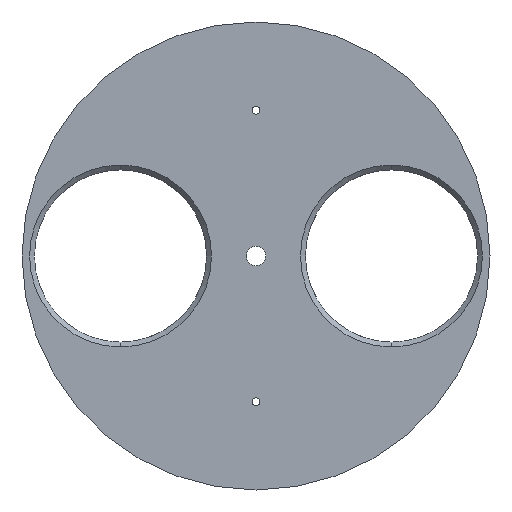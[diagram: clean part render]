
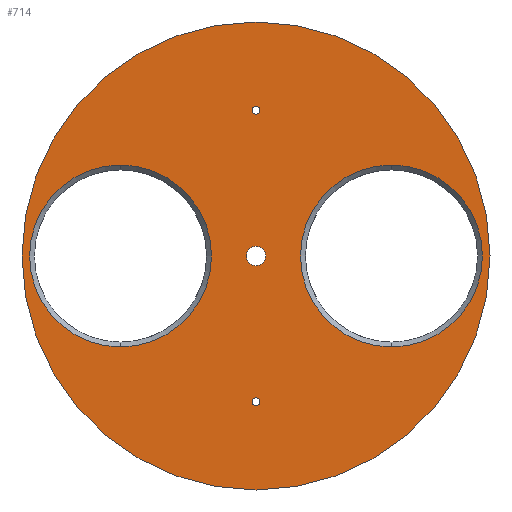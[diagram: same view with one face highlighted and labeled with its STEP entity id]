
A CAD part, front view. The second image highlights one B-rep face of the part: STEP entity #714.
In plain terms, the highlighted planar face has unit normal (0, -1, 0).
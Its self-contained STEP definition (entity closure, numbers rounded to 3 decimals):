
#11 = VERTEX_POINT ( 'NONE', #851 ) ;
#18 = ORIENTED_EDGE ( 'NONE', *, *, #250, .T. ) ;
#35 = DIRECTION ( 'NONE',  ( 0., 0., -1. ) ) ;
#37 = VERTEX_POINT ( 'NONE', #218 ) ;
#43 = DIRECTION ( 'NONE',  ( 0., 0., 1. ) ) ;
#69 = VERTEX_POINT ( 'NONE', #208 ) ;
#70 = EDGE_CURVE ( 'NONE', #855, #11, #209, .T. ) ;
#84 = DIRECTION ( 'NONE',  ( 0., 1., 0. ) ) ;
#98 = AXIS2_PLACEMENT_3D ( 'NONE', #1174, #954, #1263 ) ;
#117 = DIRECTION ( 'NONE',  ( 0., 0., 1. ) ) ;
#122 = EDGE_LOOP ( 'NONE', ( #513, #566 ) ) ;
#127 = EDGE_LOOP ( 'NONE', ( #602, #338 ) ) ;
#146 = CIRCLE ( 'NONE', #838, 2.05 ) ;
#150 = CARTESIAN_POINT ( 'NONE',  ( 0., 0., 0. ) ) ;
#154 = DIRECTION ( 'NONE',  ( 0., 1., 0. ) ) ;
#156 = DIRECTION ( 'NONE',  ( 0., 0., 1. ) ) ;
#172 = FACE_BOUND ( 'NONE', #127, .T. ) ;
#176 = ORIENTED_EDGE ( 'NONE', *, *, #653, .T. ) ;
#182 = EDGE_CURVE ( 'NONE', #37, #69, #616, .T. ) ;
#189 = CIRCLE ( 'NONE', #969, 120.65 ) ;
#208 = CARTESIAN_POINT ( 'NONE',  ( 0., 0., 120.65 ) ) ;
#209 = CIRCLE ( 'NONE', #1107, 46.9 ) ;
#217 = EDGE_CURVE ( 'NONE', #69, #37, #189, .T. ) ;
#218 = CARTESIAN_POINT ( 'NONE',  ( 0., 0., -120.65 ) ) ;
#228 = DIRECTION ( 'NONE',  ( 0., 1., 0. ) ) ;
#250 = EDGE_CURVE ( 'NONE', #1205, #796, #255, .T. ) ;
#253 = VERTEX_POINT ( 'NONE', #678 ) ;
#254 = CARTESIAN_POINT ( 'NONE',  ( 0., 0., 5. ) ) ;
#255 = CIRCLE ( 'NONE', #1175, 2.05 ) ;
#291 = VERTEX_POINT ( 'NONE', #1364 ) ;
#296 = VERTEX_POINT ( 'NONE', #645 ) ;
#297 = CARTESIAN_POINT ( 'NONE',  ( -69.85, 0., 46.9 ) ) ;
#301 = EDGE_CURVE ( 'NONE', #291, #1173, #573, .T. ) ;
#312 = DIRECTION ( 'NONE',  ( 0., 0., 1. ) ) ;
#313 = CARTESIAN_POINT ( 'NONE',  ( -69.85, 0., 0. ) ) ;
#318 = AXIS2_PLACEMENT_3D ( 'NONE', #422, #402, #727 ) ;
#334 = DIRECTION ( 'NONE',  ( 0., 1., 0. ) ) ;
#338 = ORIENTED_EDGE ( 'NONE', *, *, #694, .T. ) ;
#367 = AXIS2_PLACEMENT_3D ( 'NONE', #150, #584, #43 ) ;
#402 = DIRECTION ( 'NONE',  ( 0., 1., 0. ) ) ;
#420 = ORIENTED_EDGE ( 'NONE', *, *, #782, .T. ) ;
#422 = CARTESIAN_POINT ( 'NONE',  ( 0., 0., -75.21 ) ) ;
#439 = DIRECTION ( 'NONE',  ( 0., 0., 1. ) ) ;
#458 = ORIENTED_EDGE ( 'NONE', *, *, #1052, .T. ) ;
#479 = CIRCLE ( 'NONE', #1038, 46.9 ) ;
#491 = EDGE_CURVE ( 'NONE', #1173, #291, #1061, .T. ) ;
#494 = FACE_BOUND ( 'NONE', #647, .T. ) ;
#495 = CARTESIAN_POINT ( 'NONE',  ( 0., 0., -77.26 ) ) ;
#513 = ORIENTED_EDGE ( 'NONE', *, *, #182, .F. ) ;
#536 = EDGE_LOOP ( 'NONE', ( #18, #458 ) ) ;
#566 = ORIENTED_EDGE ( 'NONE', *, *, #217, .F. ) ;
#573 = CIRCLE ( 'NONE', #318, 2.05 ) ;
#578 = AXIS2_PLACEMENT_3D ( 'NONE', #1268, #84, #312 ) ;
#584 = DIRECTION ( 'NONE',  ( 0., 1., 0. ) ) ;
#596 = AXIS2_PLACEMENT_3D ( 'NONE', #1193, #1313, #439 ) ;
#601 = CARTESIAN_POINT ( 'NONE',  ( 0., 0., 0. ) ) ;
#602 = ORIENTED_EDGE ( 'NONE', *, *, #1294, .T. ) ;
#606 = EDGE_LOOP ( 'NONE', ( #420, #823 ) ) ;
#608 = CARTESIAN_POINT ( 'NONE',  ( 0., 0., 73.16 ) ) ;
#610 = DIRECTION ( 'NONE',  ( 0., 1., 0. ) ) ;
#616 = CIRCLE ( 'NONE', #991, 120.65 ) ;
#618 = AXIS2_PLACEMENT_3D ( 'NONE', #913, #906, #1236 ) ;
#645 = CARTESIAN_POINT ( 'NONE',  ( 0., 0., -5. ) ) ;
#646 = DIRECTION ( 'NONE',  ( 0., 0., 1. ) ) ;
#647 = EDGE_LOOP ( 'NONE', ( #1080, #1345 ) ) ;
#653 = EDGE_CURVE ( 'NONE', #253, #824, #479, .T. ) ;
#678 = CARTESIAN_POINT ( 'NONE',  ( 69.85, 0., -46.9 ) ) ;
#686 = FACE_BOUND ( 'NONE', #536, .T. ) ;
#688 = CARTESIAN_POINT ( 'NONE',  ( 0., 0., 75.21 ) ) ;
#690 = DIRECTION ( 'NONE',  ( 0., 1., 0. ) ) ;
#694 = EDGE_CURVE ( 'NONE', #711, #296, #882, .T. ) ;
#711 = VERTEX_POINT ( 'NONE', #254 ) ;
#714 = ADVANCED_FACE ( 'NONE', ( #172, #494, #686, #918, #1348, #790 ), #1117, .F. ) ;
#727 = DIRECTION ( 'NONE',  ( 0., 0., 1. ) ) ;
#772 = CIRCLE ( 'NONE', #98, 46.9 ) ;
#782 = EDGE_CURVE ( 'NONE', #11, #855, #772, .T. ) ;
#790 = FACE_OUTER_BOUND ( 'NONE', #122, .T. ) ;
#796 = VERTEX_POINT ( 'NONE', #608 ) ;
#823 = ORIENTED_EDGE ( 'NONE', *, *, #70, .T. ) ;
#824 = VERTEX_POINT ( 'NONE', #1051 ) ;
#829 = ORIENTED_EDGE ( 'NONE', *, *, #1275, .T. ) ;
#838 = AXIS2_PLACEMENT_3D ( 'NONE', #688, #154, #35 ) ;
#851 = CARTESIAN_POINT ( 'NONE',  ( -69.85, 0., -46.9 ) ) ;
#855 = VERTEX_POINT ( 'NONE', #297 ) ;
#874 = CARTESIAN_POINT ( 'NONE',  ( 0., 0., 75.21 ) ) ;
#882 = CIRCLE ( 'NONE', #618, 5. ) ;
#892 = DIRECTION ( 'NONE',  ( 0., 0., 1. ) ) ;
#906 = DIRECTION ( 'NONE',  ( 0., 1., 0. ) ) ;
#913 = CARTESIAN_POINT ( 'NONE',  ( 0., 0., 0. ) ) ;
#918 = FACE_BOUND ( 'NONE', #606, .T. ) ;
#950 = DIRECTION ( 'NONE',  ( 0., 1., 0. ) ) ;
#954 = DIRECTION ( 'NONE',  ( 0., 1., 0. ) ) ;
#969 = AXIS2_PLACEMENT_3D ( 'NONE', #601, #334, #117 ) ;
#984 = DIRECTION ( 'NONE',  ( 0., 0., -1. ) ) ;
#990 = DIRECTION ( 'NONE',  ( 0., 1., 0. ) ) ;
#991 = AXIS2_PLACEMENT_3D ( 'NONE', #1187, #228, #892 ) ;
#1019 = CIRCLE ( 'NONE', #578, 46.9 ) ;
#1038 = AXIS2_PLACEMENT_3D ( 'NONE', #1335, #690, #156 ) ;
#1050 = EDGE_LOOP ( 'NONE', ( #176, #829 ) ) ;
#1051 = CARTESIAN_POINT ( 'NONE',  ( 69.85, 0., 46.9 ) ) ;
#1052 = EDGE_CURVE ( 'NONE', #796, #1205, #146, .T. ) ;
#1061 = CIRCLE ( 'NONE', #596, 2.05 ) ;
#1080 = ORIENTED_EDGE ( 'NONE', *, *, #301, .T. ) ;
#1107 = AXIS2_PLACEMENT_3D ( 'NONE', #313, #950, #646 ) ;
#1115 = AXIS2_PLACEMENT_3D ( 'NONE', #1145, #610, #1171 ) ;
#1117 = PLANE ( 'NONE',  #367 ) ;
#1137 = CIRCLE ( 'NONE', #1115, 5. ) ;
#1145 = CARTESIAN_POINT ( 'NONE',  ( 0., 0., 0. ) ) ;
#1171 = DIRECTION ( 'NONE',  ( 0., 0., 1. ) ) ;
#1173 = VERTEX_POINT ( 'NONE', #495 ) ;
#1174 = CARTESIAN_POINT ( 'NONE',  ( -69.85, 0., 0. ) ) ;
#1175 = AXIS2_PLACEMENT_3D ( 'NONE', #874, #990, #984 ) ;
#1187 = CARTESIAN_POINT ( 'NONE',  ( 0., 0., 0. ) ) ;
#1193 = CARTESIAN_POINT ( 'NONE',  ( 0., 0., -75.21 ) ) ;
#1205 = VERTEX_POINT ( 'NONE', #1231 ) ;
#1231 = CARTESIAN_POINT ( 'NONE',  ( 0., 0., 77.26 ) ) ;
#1236 = DIRECTION ( 'NONE',  ( 0., 0., 1. ) ) ;
#1263 = DIRECTION ( 'NONE',  ( 0., 0., 1. ) ) ;
#1268 = CARTESIAN_POINT ( 'NONE',  ( 69.85, 0., 0. ) ) ;
#1275 = EDGE_CURVE ( 'NONE', #824, #253, #1019, .T. ) ;
#1294 = EDGE_CURVE ( 'NONE', #296, #711, #1137, .T. ) ;
#1313 = DIRECTION ( 'NONE',  ( 0., 1., 0. ) ) ;
#1335 = CARTESIAN_POINT ( 'NONE',  ( 69.85, 0., 0. ) ) ;
#1345 = ORIENTED_EDGE ( 'NONE', *, *, #491, .T. ) ;
#1348 = FACE_BOUND ( 'NONE', #1050, .T. ) ;
#1364 = CARTESIAN_POINT ( 'NONE',  ( 0., 0., -73.16 ) ) ;
